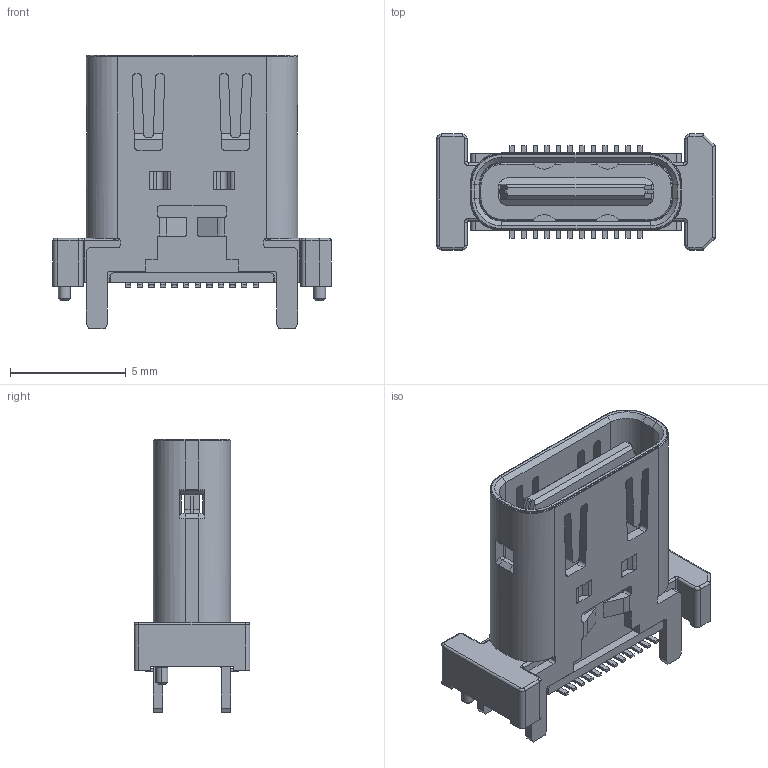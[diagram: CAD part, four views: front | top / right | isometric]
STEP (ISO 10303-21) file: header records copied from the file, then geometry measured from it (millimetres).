
FILE_DESCRIPTION (( 'STEP AP203' ), '1' );
FILE_NAME ('K3D-DX07S024WJ3-V2_JAE_Proprietary.STEP', '2016-12-09T02:25:43', ( '' ), ( '' ), 'SwSTEP 2.0', 'SolidWorks 2014', '' );
FILE_SCHEMA (( 'CONFIG_CONTROL_DESIGN' ));
Length unit declared in the file: millimetre
Products named in the file (1): K3D-DX07S024WJ3-V2_JAE_Proprietary
Bounding box: 12 x 5 x 11.8 mm (x, y, z)
Volume: 217.9 mm3; surface area: 692.4 mm2
Topology: 1 solids, 1 shells, 853 faces, 2270 edges, 1424 vertices
Faces by surface type: plane 518, cylinder 253, cone 28, torus 26, bspline 24, sphere 4
Entity records: 26485 total; most frequent: CARTESIAN_POINT 5088, ORIENTED_EDGE 4532, DIRECTION 4394, EDGE_CURVE 2266, LINE 1606, VECTOR 1606, VERTEX_POINT 1424, AXIS2_PLACEMENT_3D 1394
